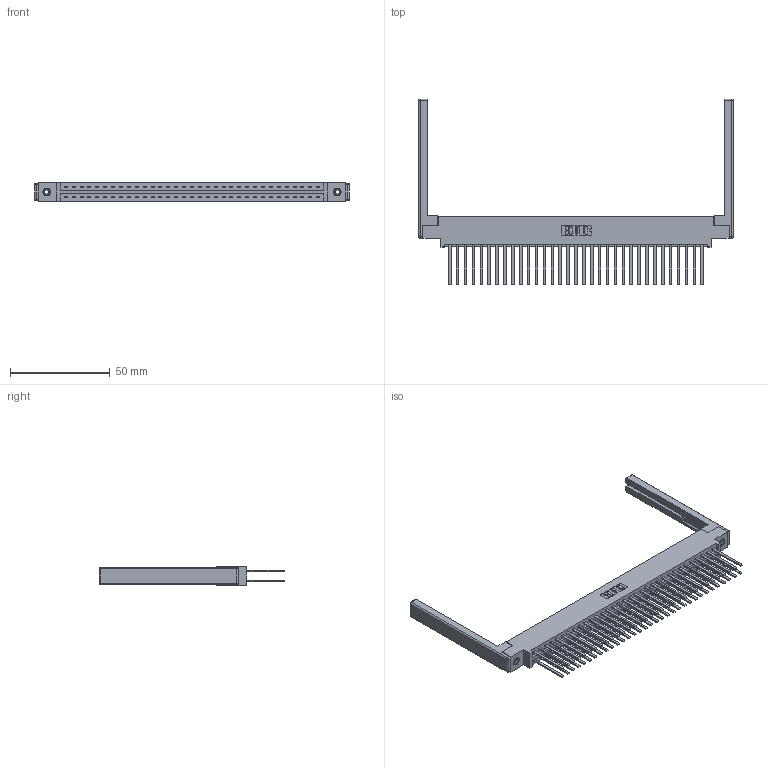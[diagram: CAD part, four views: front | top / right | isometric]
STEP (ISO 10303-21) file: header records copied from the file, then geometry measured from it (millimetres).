
FILE_DESCRIPTION (( 'STEP AP203' ), '1' );
FILE_NAME ('337-066-544-868.STEP', '2019-10-12T01:12:17', ( '' ), ( '' ), 'SwSTEP 2.0', 'SolidWorks 2016', '' );
FILE_SCHEMA (( 'CONFIG_CONTROL_DESIGN' ));
Length unit declared in the file: inch
Products named in the file (5): 337-066-544-868; 337 Part_0.170 Offset - 0.156 Dia-TI; 307-220-068; 345-292-001_345-293-144; 345-250-001_345-250-001-102
Assembly tree (71 placements, depth 2):
  337-066-544-868
    337 Part_0.170 Offset - 0.156 Dia-TI
    345-292-001_345-293-144  x66
    345-250-001_345-250-001-102  x2
    307-220-068  x2
Bounding box: 158.19 x 93.35 x 9.4 mm (x, y, z)
Volume: 21744.1 mm3; surface area: 26701.9 mm2
Topology: 71 solids, 71 shells, 3440 faces, 10151 edges, 6658 vertices
Faces by surface type: plane 2406, cylinder 1010, cone 12, sphere 8, torus 4
Entity records: 29458 total; most frequent: CARTESIAN_POINT 4935, ORIENTED_EDGE 4860, DIRECTION 4280, EDGE_CURVE 2430, LINE 2256, VECTOR 2256, VERTEX_POINT 1610, AXIS2_PLACEMENT_3D 1012
